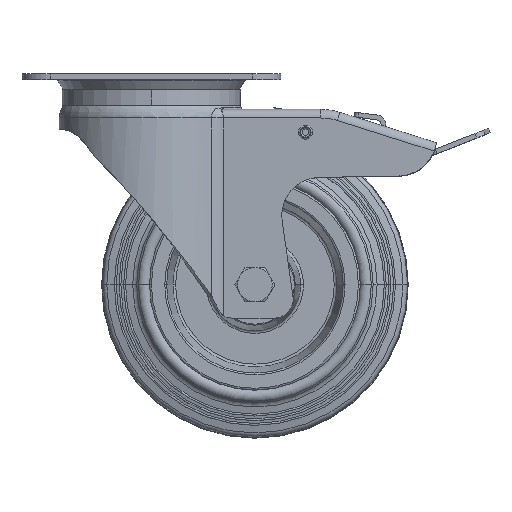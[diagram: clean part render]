
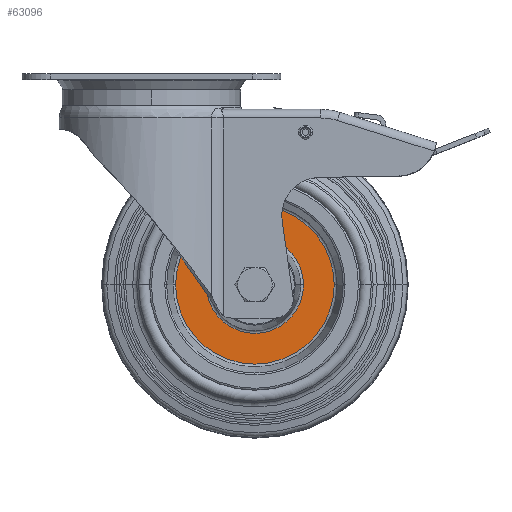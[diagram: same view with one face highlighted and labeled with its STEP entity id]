
A CAD part, top view. The second image highlights one B-rep face of the part: STEP entity #63096.
In plain terms, the highlighted planar face has unit normal (0, 0, 1).
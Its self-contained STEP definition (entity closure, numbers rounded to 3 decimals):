
#2116 = AXIS2_PLACEMENT_3D ( 'NONE', #18349, #28070, #55281 ) ;
#2664 = FACE_BOUND ( 'NONE', #20672, .T. ) ;
#2781 = CARTESIAN_POINT ( 'NONE',  ( 95.36, -110., 102.214 ) ) ;
#3962 = VERTEX_POINT ( 'NONE', #54422 ) ;
#3989 = DIRECTION ( 'NONE',  ( 0., 0., -1. ) ) ;
#5044 = EDGE_CURVE ( 'NONE', #5667, #3962, #66347, .T. ) ;
#5071 = DIRECTION ( 'NONE',  ( 0., 0., 1. ) ) ;
#5667 = VERTEX_POINT ( 'NONE', #21333 ) ;
#9834 = CARTESIAN_POINT ( 'NONE',  ( 54., -110., 102.214 ) ) ;
#16259 = CIRCLE ( 'NONE', #2116, 25.337 ) ;
#18349 = CARTESIAN_POINT ( 'NONE',  ( 54., -110., 102.214 ) ) ;
#19306 = CARTESIAN_POINT ( 'NONE',  ( 12.64, -110., 102.214 ) ) ;
#20672 = EDGE_LOOP ( 'NONE', ( #44551, #26895 ) ) ;
#21186 = ORIENTED_EDGE ( 'NONE', *, *, #42780, .T. ) ;
#21333 = CARTESIAN_POINT ( 'NONE',  ( 79.337, -110., 102.214 ) ) ;
#24463 = AXIS2_PLACEMENT_3D ( 'NONE', #25632, #28896, #49939 ) ;
#24921 = DIRECTION ( 'NONE',  ( 1., 0., 0. ) ) ;
#25632 = CARTESIAN_POINT ( 'NONE',  ( 54., -110., 102.214 ) ) ;
#26005 = DIRECTION ( 'NONE',  ( 1., 0., 0. ) ) ;
#26895 = ORIENTED_EDGE ( 'NONE', *, *, #68143, .T. ) ;
#27358 = EDGE_CURVE ( 'NONE', #66331, #35356, #55832, .T. ) ;
#28070 = DIRECTION ( 'NONE',  ( 0., 0., -1. ) ) ;
#28491 = DIRECTION ( 'NONE',  ( 0., 0., 1. ) ) ;
#28896 = DIRECTION ( 'NONE',  ( 0., 0., -1. ) ) ;
#34314 = CARTESIAN_POINT ( 'NONE',  ( 54., -110., 102.214 ) ) ;
#34952 = AXIS2_PLACEMENT_3D ( 'NONE', #9834, #5071, #26005 ) ;
#35356 = VERTEX_POINT ( 'NONE', #19306 ) ;
#42780 = EDGE_CURVE ( 'NONE', #35356, #66331, #64735, .T. ) ;
#44551 = ORIENTED_EDGE ( 'NONE', *, *, #5044, .T. ) ;
#44658 = FACE_OUTER_BOUND ( 'NONE', #60362, .T. ) ;
#45002 = CARTESIAN_POINT ( 'NONE',  ( 96.5, -110., 102.214 ) ) ;
#48215 = AXIS2_PLACEMENT_3D ( 'NONE', #45002, #3989, #24921 ) ;
#49939 = DIRECTION ( 'NONE',  ( 1., 0., 0. ) ) ;
#51166 = PLANE ( 'NONE',  #48215 ) ;
#54422 = CARTESIAN_POINT ( 'NONE',  ( 28.663, -110., 102.214 ) ) ;
#55281 = DIRECTION ( 'NONE',  ( 1., 0., 0. ) ) ;
#55832 = CIRCLE ( 'NONE', #64689, 41.36 ) ;
#60243 = DIRECTION ( 'NONE',  ( 1., 0., 0. ) ) ;
#60362 = EDGE_LOOP ( 'NONE', ( #60941, #21186 ) ) ;
#60941 = ORIENTED_EDGE ( 'NONE', *, *, #27358, .T. ) ;
#63096 = ADVANCED_FACE ( 'NONE', ( #2664, #44658 ), #51166, .F. ) ;
#64689 = AXIS2_PLACEMENT_3D ( 'NONE', #34314, #28491, #60243 ) ;
#64735 = CIRCLE ( 'NONE', #34952, 41.36 ) ;
#66331 = VERTEX_POINT ( 'NONE', #2781 ) ;
#66347 = CIRCLE ( 'NONE', #24463, 25.337 ) ;
#68143 = EDGE_CURVE ( 'NONE', #3962, #5667, #16259, .T. ) ;
